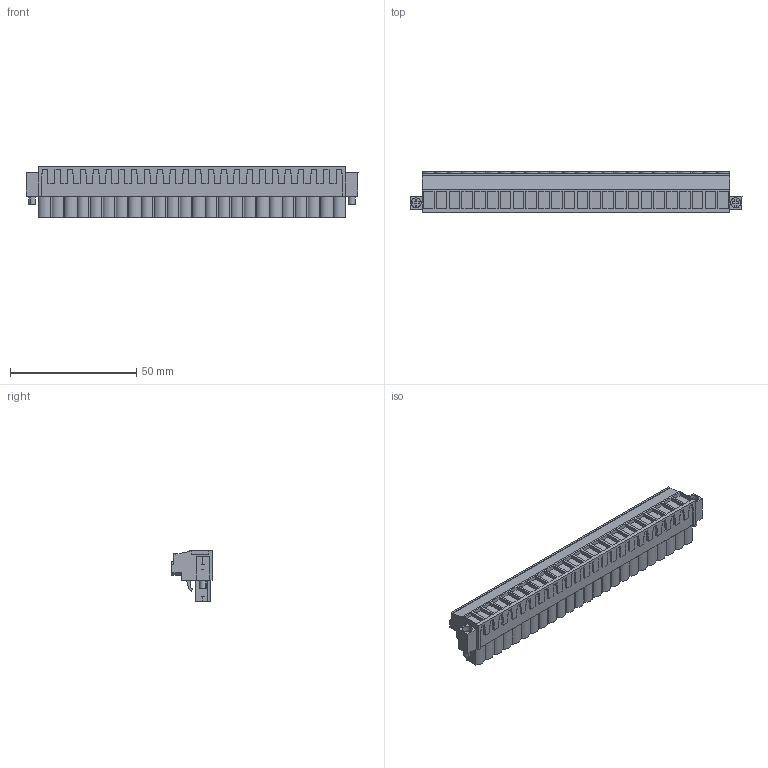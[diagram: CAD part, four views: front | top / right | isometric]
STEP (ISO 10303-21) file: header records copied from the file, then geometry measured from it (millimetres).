
FILE_DESCRIPTION(('CATIA V5 STEP','CAx-IF Rec.Pracs.--- Model Styling and Organization---1.2---2011-12-15'),'2;1');
FILE_NAME ('D1459952_0_1944550000_1944550000.stp','2017-05-22T12:30:55+00:00',('none'),('Weidmueller'),'CATIA Version 5-6 Release 2014','CATIA V5 STEP AP214','none');
FILE_SCHEMA(('AUTOMOTIVE_DESIGN { 1 0 10303 214 1 1 1 1 }'));
Length unit declared in the file: millimetre
Products named in the file (1): 1944550000
Bounding box: 131.72 x 16.1 x 20.05 mm (x, y, z)
Volume: 23060.6 mm3; surface area: 14720.9 mm2
Topology: 27 solids, 27 shells, 1636 faces, 4621 edges, 3140 vertices
Faces by surface type: plane 1396, cylinder 240
Entity records: 49533 total; most frequent: CARTESIAN_POINT 9404, ORIENTED_EDGE 9242, DIRECTION 6637, EDGE_CURVE 4621, VECTOR 4037, LINE 4037, VERTEX_POINT 3140, EDGE_LOOP 1741
